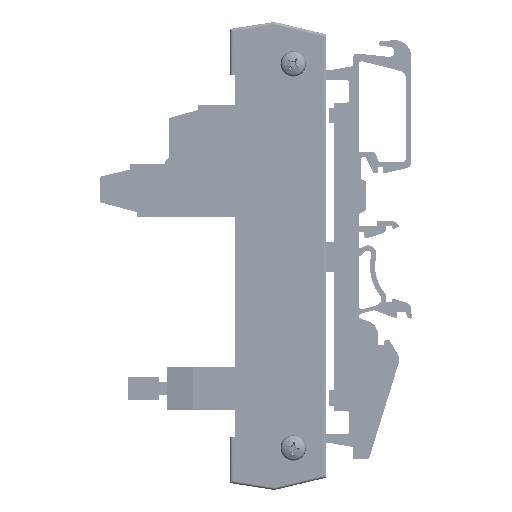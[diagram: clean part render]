
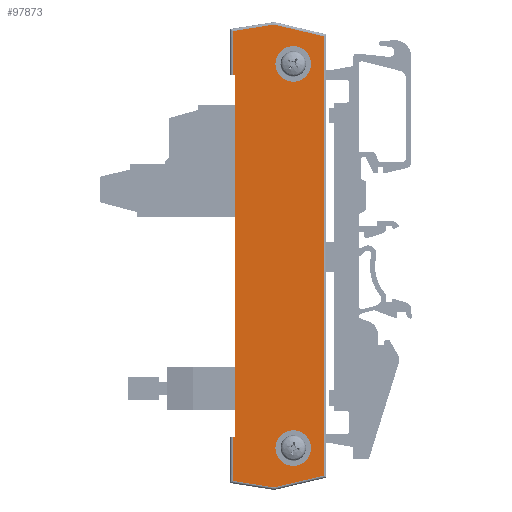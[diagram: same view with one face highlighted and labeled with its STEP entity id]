
A CAD part, left-side view. The second image highlights one B-rep face of the part: STEP entity #97873.
In plain terms, the highlighted face is planar.
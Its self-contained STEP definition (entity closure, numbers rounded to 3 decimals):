
#97412=CARTESIAN_POINT('',(-16.628,6.238,5.0));
#97413=VERTEX_POINT('',#97412);
#97420=CARTESIAN_POINT('',(54.672,6.238,5.0));
#97421=VERTEX_POINT('',#97420);
#97422=CARTESIAN_POINT('',(54.672,6.238,5.0));
#97423=DIRECTION('',(-1.0,0.0,0.0));
#97424=VECTOR('',#97423,71.3);
#97425=LINE('',#97422,#97424);
#97426=EDGE_CURVE('',#97421,#97413,#97425,.T.);
#97669=CARTESIAN_POINT('',(60.272,-5.162,5.0));
#97670=VERTEX_POINT('',#97669);
#97671=CARTESIAN_POINT('',(56.772,-5.162,5.0));
#97672=DIRECTION('',(0.0,0.0,-1.0));
#97673=DIRECTION('',(-1.0,0.0,0.0));
#97674=AXIS2_PLACEMENT_3D('',#97671,#97672,#97673);
#97675=CIRCLE('',#97674,3.5);
#97676=EDGE_CURVE('',#97670,#97670,#97675,.T.);
#97709=CARTESIAN_POINT('',(-15.228,-5.162,5.0));
#97710=VERTEX_POINT('',#97709);
#97711=CARTESIAN_POINT('',(-18.728,-5.162,5.0));
#97712=DIRECTION('',(0.0,0.0,-1.0));
#97713=DIRECTION('',(-1.0,0.0,0.0));
#97714=AXIS2_PLACEMENT_3D('',#97711,#97712,#97713);
#97715=CIRCLE('',#97714,3.5);
#97716=EDGE_CURVE('',#97710,#97710,#97715,.T.);
#97750=CARTESIAN_POINT('',(54.672,6.738,5.0));
#97751=VERTEX_POINT('',#97750);
#97752=CARTESIAN_POINT('',(54.672,6.738,5.0));
#97753=DIRECTION('',(0.0,-1.0,0.0));
#97754=VECTOR('',#97753,0.5);
#97755=LINE('',#97752,#97754);
#97756=EDGE_CURVE('',#97751,#97421,#97755,.T.);
#97781=CARTESIAN_POINT('',(-16.628,6.738,5.0));
#97782=VERTEX_POINT('',#97781);
#97790=CARTESIAN_POINT('',(-16.628,6.238,5.0));
#97791=DIRECTION('',(0.0,1.0,0.0));
#97792=VECTOR('',#97791,0.5);
#97793=LINE('',#97790,#97792);
#97794=EDGE_CURVE('',#97413,#97782,#97793,.T.);
#97803=CARTESIAN_POINT('',(19.022,-2.126,5.0));
#97804=DIRECTION('',(0.0,0.0,1.0));
#97805=DIRECTION('',(1.0,0.0,0.0));
#97806=AXIS2_PLACEMENT_3D('',#97803,#97804,#97805);
#97807=PLANE('',#97806);
#97808=ORIENTED_EDGE('',*,*,#97756,.T.);
#97809=ORIENTED_EDGE('',*,*,#97426,.T.);
#97810=ORIENTED_EDGE('',*,*,#97794,.T.);
#97811=CARTESIAN_POINT('',(-25.176,6.738,5.0));
#97812=VERTEX_POINT('',#97811);
#97813=CARTESIAN_POINT('',(-25.176,6.738,5.0));
#97814=DIRECTION('',(1.0,0.0,0.0));
#97815=VECTOR('',#97814,8.548);
#97816=LINE('',#97813,#97815);
#97817=EDGE_CURVE('',#97812,#97782,#97816,.T.);
#97818=ORIENTED_EDGE('',*,*,#97817,.F.);
#97819=CARTESIAN_POINT('',(-26.459,-1.405,5.0));
#97820=VERTEX_POINT('',#97819);
#97821=CARTESIAN_POINT('',(-26.459,-1.405,5.0));
#97822=DIRECTION('',(0.156,0.988,0.0));
#97823=VECTOR('',#97822,8.244);
#97824=LINE('',#97821,#97823);
#97825=EDGE_CURVE('',#97820,#97812,#97824,.T.);
#97826=ORIENTED_EDGE('',*,*,#97825,.F.);
#97827=CARTESIAN_POINT('',(-24.157,-11.162,5.0));
#97828=VERTEX_POINT('',#97827);
#97829=CARTESIAN_POINT('',(-24.157,-11.162,5.0));
#97830=DIRECTION('',(-0.23,0.973,0.0));
#97831=VECTOR('',#97830,10.024);
#97832=LINE('',#97829,#97831);
#97833=EDGE_CURVE('',#97828,#97820,#97832,.T.);
#97834=ORIENTED_EDGE('',*,*,#97833,.F.);
#97835=CARTESIAN_POINT('',(62.201,-11.162,5.0));
#97836=VERTEX_POINT('',#97835);
#97837=CARTESIAN_POINT('',(62.201,-11.162,5.0));
#97838=DIRECTION('',(-1.0,0.0,0.0));
#97839=VECTOR('',#97838,86.358);
#97840=LINE('',#97837,#97839);
#97841=EDGE_CURVE('',#97836,#97828,#97840,.T.);
#97842=ORIENTED_EDGE('',*,*,#97841,.F.);
#97843=CARTESIAN_POINT('',(64.503,-1.405,5.0));
#97844=VERTEX_POINT('',#97843);
#97845=CARTESIAN_POINT('',(64.503,-1.405,5.0));
#97846=DIRECTION('',(-0.23,-0.973,0.0));
#97847=VECTOR('',#97846,10.024);
#97848=LINE('',#97845,#97847);
#97849=EDGE_CURVE('',#97844,#97836,#97848,.T.);
#97850=ORIENTED_EDGE('',*,*,#97849,.F.);
#97851=CARTESIAN_POINT('',(63.22,6.738,5.0));
#97852=VERTEX_POINT('',#97851);
#97853=CARTESIAN_POINT('',(63.22,6.738,5.0));
#97854=DIRECTION('',(0.156,-0.988,0.0));
#97855=VECTOR('',#97854,8.244);
#97856=LINE('',#97853,#97855);
#97857=EDGE_CURVE('',#97852,#97844,#97856,.T.);
#97858=ORIENTED_EDGE('',*,*,#97857,.F.);
#97859=CARTESIAN_POINT('',(54.672,6.738,5.0));
#97860=DIRECTION('',(1.0,0.0,0.0));
#97861=VECTOR('',#97860,8.548);
#97862=LINE('',#97859,#97861);
#97863=EDGE_CURVE('',#97751,#97852,#97862,.T.);
#97864=ORIENTED_EDGE('',*,*,#97863,.F.);
#97865=EDGE_LOOP('',(#97808,#97809,#97810,#97818,#97826,#97834,#97842,#97850,#97858,#97864));
#97866=FACE_OUTER_BOUND('',#97865,.T.);
#97867=ORIENTED_EDGE('',*,*,#97676,.T.);
#97868=EDGE_LOOP('',(#97867));
#97869=FACE_BOUND('',#97868,.T.);
#97870=ORIENTED_EDGE('',*,*,#97716,.T.);
#97871=EDGE_LOOP('',(#97870));
#97872=FACE_BOUND('',#97871,.T.);
#97873=ADVANCED_FACE('',(#97866,#97869,#97872),#97807,.T.);
